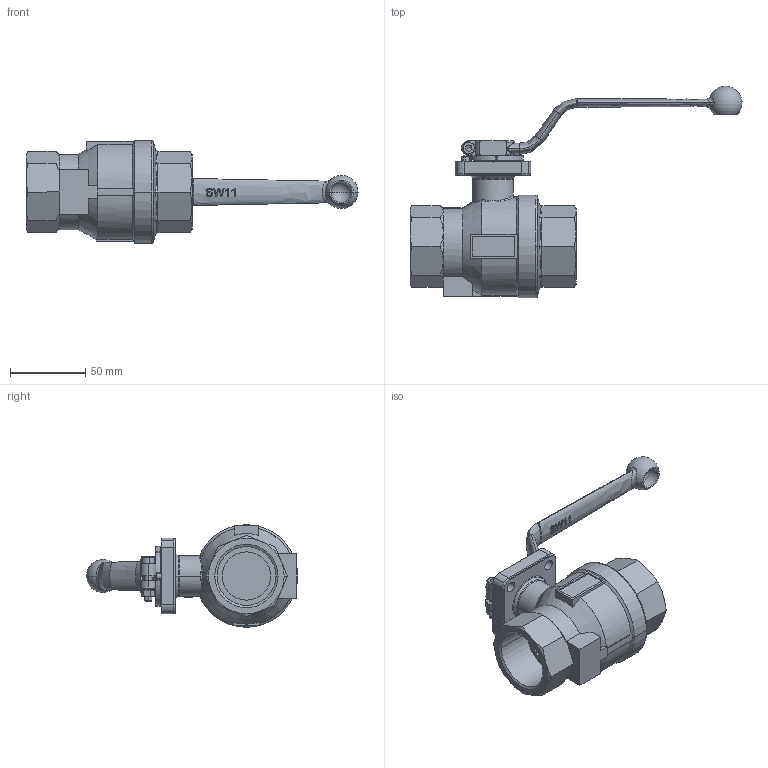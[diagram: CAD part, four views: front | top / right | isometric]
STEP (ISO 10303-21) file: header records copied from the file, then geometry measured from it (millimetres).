
FILE_DESCRIPTION(('STEP AP214'),'1');
FILE_NAME('valve_87s-dn-100-1_1_4.stp','2018-05-16T22:03:45',('TraceParts'),('TraceParts S.A.'),'Spatial InterOp 3D',' ',' ');
FILE_SCHEMA(('automotive_design'));
Length unit declared in the file: millimetre
Products named in the file (3): Volumenkörper2; valve_87s-dn-100-1_1_4_2; valve_87s-dn-100-1_1_4_3
Bounding box: 219.98 x 140.1 x 68 mm (x, y, z)
Volume: 284854.1 mm3; surface area: 61144.9 mm2
Topology: 3 solids, 3 shells, 673 faces, 1822 edges, 1163 vertices
Faces by surface type: plane 308, cylinder 130, bspline 123, cone 64, torus 40, sphere 8
Entity records: 30926 total; most frequent: CARTESIAN_POINT 9624, ORIENTED_EDGE 3612, DIRECTION 2877, EDGE_CURVE 1806, VERTEX_POINT 1163, AXIS2_PLACEMENT_3D 987, LINE 903, VECTOR 903
